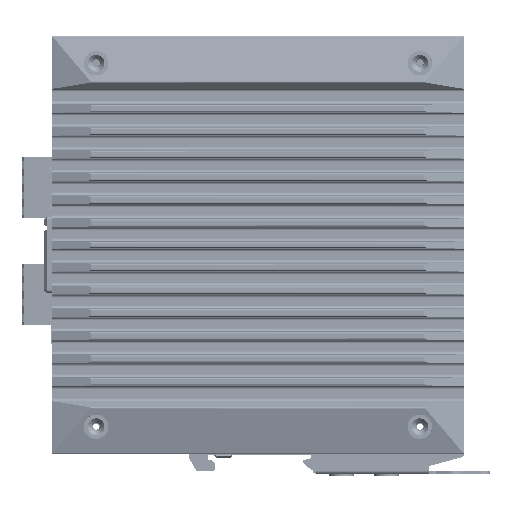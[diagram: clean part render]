
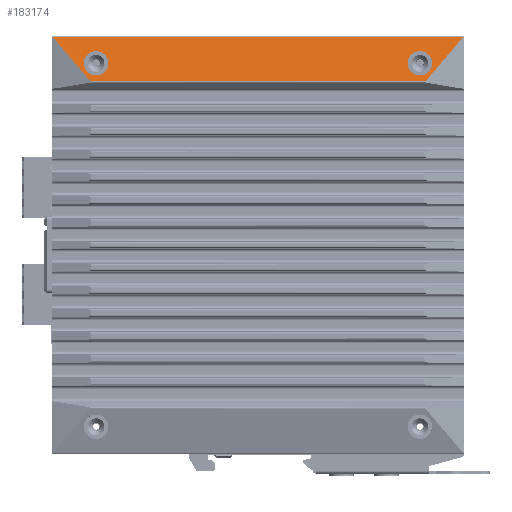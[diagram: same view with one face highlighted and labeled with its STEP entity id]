
A CAD part, front view. The second image highlights one B-rep face of the part: STEP entity #183174.
In plain terms, the highlighted face is planar.
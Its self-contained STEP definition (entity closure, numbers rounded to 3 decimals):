
#178858=CARTESIAN_POINT('',(12.387,-54.841,
53.59));
#178869=DIRECTION('',(0.209,0.633,-0.745));
#178870=VECTOR('',#178869,19.513);
#178871=CARTESIAN_POINT('',(8.302,-67.19,
68.135));
#178872=LINE('',#178871,#178870);
#179162=DIRECTION('',(0.209,-0.633,-0.745));
#179163=VECTOR('',#179162,19.513);
#179164=CARTESIAN_POINT('',(8.302,67.19,
68.135));
#179165=LINE('',#179164,#179163);
#179845=CARTESIAN_POINT('',(11.851,53.,55.5));
#179846=CARTESIAN_POINT('',(11.851,53.471,55.5));
#179847=CARTESIAN_POINT('',(11.803,54.49,
55.671));
#179848=CARTESIAN_POINT('',(11.545,55.913,
56.588));
#179849=CARTESIAN_POINT('',(11.213,56.676,
57.771));
#179850=CARTESIAN_POINT('',(10.93,56.958,
58.778));
#179851=CARTESIAN_POINT('',(10.728,57.021,59.5));
#179852=CARTESIAN_POINT('',(10.525,56.958,
60.222));
#179853=CARTESIAN_POINT('',(10.242,56.676,
61.229));
#179854=CARTESIAN_POINT('',(9.91,55.913,
62.412));
#179855=CARTESIAN_POINT('',(9.652,54.49,
63.329));
#179856=CARTESIAN_POINT('',(9.604,53.471,63.5));
#179857=CARTESIAN_POINT('',(9.604,53.,63.5));
#179863=DIRECTION('',(0.,-1.,0.));
#179864=VECTOR('',#179863,109.682);
#179865=CARTESIAN_POINT('',(12.387,54.841,
53.59));
#179866=LINE('',#179865,#179864);
#179867=DIRECTION('',(0.,1.,0.));
#179868=VECTOR('',#179867,134.381);
#179869=CARTESIAN_POINT('',(8.302,-67.19,
68.135));
#179870=LINE('',#179869,#179868);
#179871=CARTESIAN_POINT('',(9.604,53.,63.5));
#179872=CARTESIAN_POINT('',(9.604,52.529,63.5));
#179873=CARTESIAN_POINT('',(9.652,51.51,
63.329));
#179874=CARTESIAN_POINT('',(9.91,50.087,
62.412));
#179875=CARTESIAN_POINT('',(10.242,49.324,
61.229));
#179876=CARTESIAN_POINT('',(10.525,49.042,
60.222));
#179877=CARTESIAN_POINT('',(10.728,48.979,59.5));
#179878=CARTESIAN_POINT('',(10.93,49.042,
58.778));
#179879=CARTESIAN_POINT('',(11.213,49.324,
57.771));
#179880=CARTESIAN_POINT('',(11.545,50.087,
56.588));
#179881=CARTESIAN_POINT('',(11.803,51.51,
55.671));
#179882=CARTESIAN_POINT('',(11.851,52.529,55.5));
#179883=CARTESIAN_POINT('',(11.851,53.,55.5));
#179889=CARTESIAN_POINT('',(11.851,-53.,55.5));
#179890=CARTESIAN_POINT('',(11.851,-52.529,55.5));
#179891=CARTESIAN_POINT('',(11.803,-51.51,
55.671));
#179892=CARTESIAN_POINT('',(11.545,-50.087,
56.588));
#179893=CARTESIAN_POINT('',(11.213,-49.324,
57.771));
#179894=CARTESIAN_POINT('',(10.93,-49.042,
58.778));
#179895=CARTESIAN_POINT('',(10.728,-48.979,59.5));
#179896=CARTESIAN_POINT('',(10.525,-49.042,
60.222));
#179897=CARTESIAN_POINT('',(10.242,-49.324,
61.229));
#179898=CARTESIAN_POINT('',(9.91,-50.087,
62.412));
#179899=CARTESIAN_POINT('',(9.652,-51.51,
63.329));
#179900=CARTESIAN_POINT('',(9.604,-52.529,63.5));
#179901=CARTESIAN_POINT('',(9.604,-53.,63.5));
#179907=CARTESIAN_POINT('',(9.604,-53.,63.5));
#179908=CARTESIAN_POINT('',(9.604,-53.471,63.5));
#179909=CARTESIAN_POINT('',(9.652,-54.49,
63.329));
#179910=CARTESIAN_POINT('',(9.91,-55.913,
62.412));
#179911=CARTESIAN_POINT('',(10.242,-56.676,
61.229));
#179912=CARTESIAN_POINT('',(10.525,-56.958,
60.222));
#179913=CARTESIAN_POINT('',(10.728,-57.021,59.5));
#179914=CARTESIAN_POINT('',(10.93,-56.958,
58.778));
#179915=CARTESIAN_POINT('',(11.213,-56.676,
57.771));
#179916=CARTESIAN_POINT('',(11.545,-55.913,
56.588));
#179917=CARTESIAN_POINT('',(11.803,-54.49,
55.671));
#179918=CARTESIAN_POINT('',(11.851,-53.471,55.5));
#179919=CARTESIAN_POINT('',(11.851,-53.,55.5));
#181239=VERTEX_POINT('',#179845);
#181240=VERTEX_POINT('',#179857);
#181243=VERTEX_POINT('',#179889);
#181244=VERTEX_POINT('',#179901);
#181626=VERTEX_POINT('',#178858);
#181627=CARTESIAN_POINT('',(12.387,54.841,
53.59));
#181628=VERTEX_POINT('',#181627);
#181695=CARTESIAN_POINT('',(8.302,-67.19,
68.135));
#181696=VERTEX_POINT('',#181695);
#181699=CARTESIAN_POINT('',(8.302,67.19,
68.135));
#181700=VERTEX_POINT('',#181699);
#183150=CARTESIAN_POINT('',(8.2,-67.5,68.5));
#183151=DIRECTION('',(-0.963,0.,-0.27));
#183152=DIRECTION('',(0.27,0.,-0.963));
#183153=AXIS2_PLACEMENT_3D('',#183150,#183151,#183152);
#183154=PLANE('',#183153);
#183156=ORIENTED_EDGE('',*,*,#183155,.T.);
#183157=ORIENTED_EDGE('',*,*,#182073,.F.);
#183159=ORIENTED_EDGE('',*,*,#183158,.T.);
#183160=ORIENTED_EDGE('',*,*,#182422,.T.);
#183161=EDGE_LOOP('',(#183156,#183157,#183159,#183160));
#183162=FACE_OUTER_BOUND('',#183161,.F.);
#183164=ORIENTED_EDGE('',*,*,#183163,.T.);
#183166=ORIENTED_EDGE('',*,*,#183165,.T.);
#183167=EDGE_LOOP('',(#183164,#183166));
#183168=FACE_BOUND('',#183167,.F.);
#183169=ORIENTED_EDGE('',*,*,#183140,.T.);
#183171=ORIENTED_EDGE('',*,*,#183170,.T.);
#183172=EDGE_LOOP('',(#183169,#183171));
#183173=FACE_BOUND('',#183172,.F.);
#179858=B_SPLINE_CURVE_WITH_KNOTS('',3,(#179845,#179846,#179847,#179848,#179849,
#179850,#179851,#179852,#179853,#179854,#179855,#179856,#179857),.UNSPECIFIED.,
.F.,.F.,(4,1,1,1,1,1,1,1,1,1,4),(0.,0.125,0.25,0.375,0.438,0.5,
0.563,0.625,0.75,0.875,1.),.UNSPECIFIED.);
#179884=B_SPLINE_CURVE_WITH_KNOTS('',3,(#179871,#179872,#179873,#179874,#179875,
#179876,#179877,#179878,#179879,#179880,#179881,#179882,#179883),.UNSPECIFIED.,
.F.,.F.,(4,1,1,1,1,1,1,1,1,1,4),(0.,0.125,0.25,0.375,0.438,0.5,
0.563,0.625,0.75,0.875,1.),.UNSPECIFIED.);
#179902=B_SPLINE_CURVE_WITH_KNOTS('',3,(#179889,#179890,#179891,#179892,#179893,
#179894,#179895,#179896,#179897,#179898,#179899,#179900,#179901),.UNSPECIFIED.,
.F.,.F.,(4,1,1,1,1,1,1,1,1,1,4),(0.,0.125,0.25,0.375,0.438,0.5,
0.563,0.625,0.75,0.875,1.),.UNSPECIFIED.);
#179920=B_SPLINE_CURVE_WITH_KNOTS('',3,(#179907,#179908,#179909,#179910,#179911,
#179912,#179913,#179914,#179915,#179916,#179917,#179918,#179919),.UNSPECIFIED.,
.F.,.F.,(4,1,1,1,1,1,1,1,1,1,4),(0.,0.125,0.25,0.375,0.438,0.5,
0.563,0.625,0.75,0.875,1.),.UNSPECIFIED.);
#182073=EDGE_CURVE('',#181696,#181626,#178872,.T.);
#182422=EDGE_CURVE('',#181700,#181628,#179165,.T.);
#183140=EDGE_CURVE('',#181239,#181240,#179858,.T.);
#183155=EDGE_CURVE('',#181628,#181626,#179866,.T.);
#183158=EDGE_CURVE('',#181696,#181700,#179870,.T.);
#183163=EDGE_CURVE('',#181243,#181244,#179902,.T.);
#183165=EDGE_CURVE('',#181244,#181243,#179920,.T.);
#183170=EDGE_CURVE('',#181240,#181239,#179884,.T.);
#183174=ADVANCED_FACE('',(#183162,#183168,#183173),#183154,.F.);
